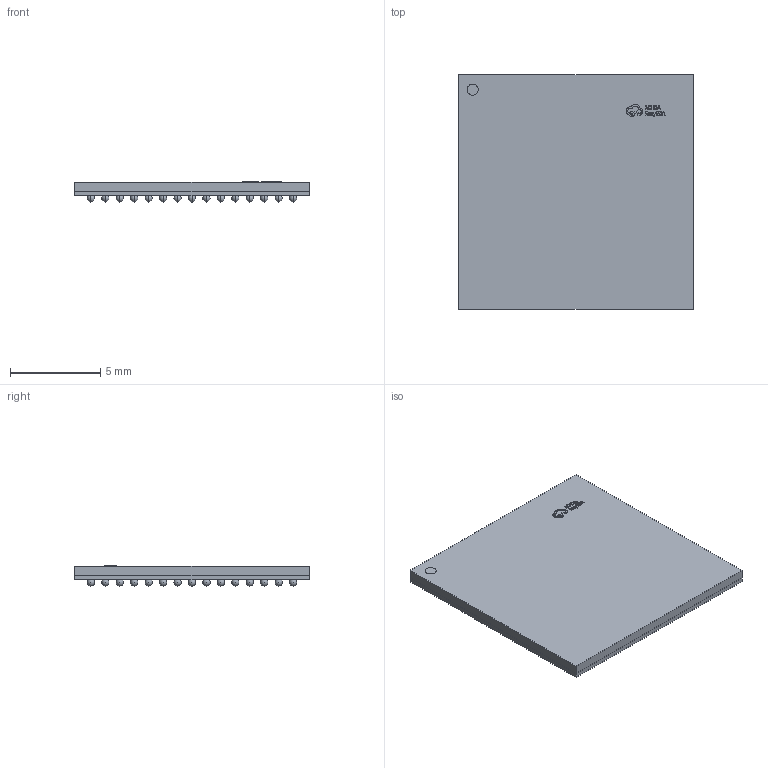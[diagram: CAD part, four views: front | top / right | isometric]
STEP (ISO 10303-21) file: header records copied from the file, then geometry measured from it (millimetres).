
FILE_DESCRIPTION (( 'STEP AP214' ), '1' );
FILE_NAME ('TFBGA-216_L13.0-W13.0-R15-C15-P0.80-LT.step', '2022-06-22T15:23:05', ( '' ), ( '' ), 'SwSTEP 2.0', 'SolidWorks 2020', '' );
FILE_SCHEMA (( 'AUTOMOTIVE_DESIGN' ));
Length unit declared in the file: millimetre
Products named in the file (1): TFBGA-216_L13.0-W13.0-R15-C15-P0.80-LT
Bounding box: 13 x 13 x 1.11 mm (x, y, z)
Volume: 135.2 mm3; surface area: 794.1 mm2
Topology: 2 solids, 2 shells, 734 faces, 2754 edges, 1836 vertices
Faces by surface type: sphere 432, plane 188, bspline 112, cylinder 2
Entity records: 30763 total; most frequent: CARTESIAN_POINT 5701, DIRECTION 3560, ORIENTED_EDGE 3348, EDGE_CURVE 1674, AXIS2_PLACEMENT_3D 1491, VERTEX_POINT 1188, EDGE_LOOP 978, CIRCLE 868
